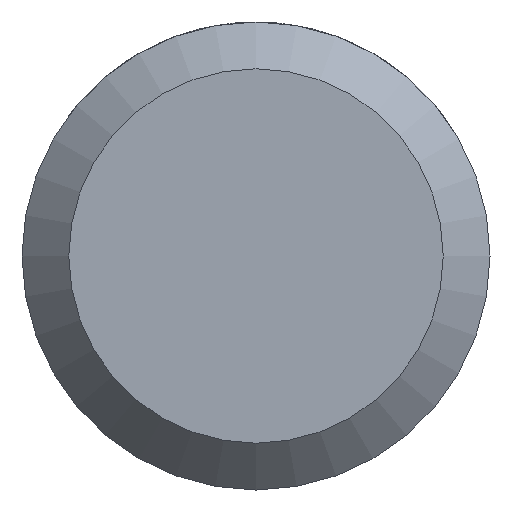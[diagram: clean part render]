
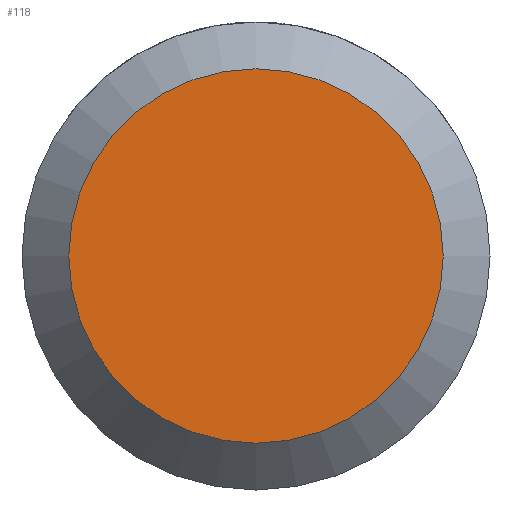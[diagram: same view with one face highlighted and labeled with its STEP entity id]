
A CAD part, front view. The second image highlights one B-rep face of the part: STEP entity #118.
In plain terms, the highlighted planar face has unit normal (0, -1, 0).
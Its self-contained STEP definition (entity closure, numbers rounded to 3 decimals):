
#33=FACE_OUTER_BOUND('',#41,.T.);
#41=EDGE_LOOP('',(#83));
#50=CIRCLE('',#141,2.);
#58=VERTEX_POINT('',#199);
#68=EDGE_CURVE('',#58,#58,#50,.T.);
#83=ORIENTED_EDGE('',*,*,#68,.T.);
#113=PLANE('',#140);
#118=ADVANCED_FACE('',(#33),#113,.T.);
#140=AXIS2_PLACEMENT_3D('',#198,#158,#159);
#141=AXIS2_PLACEMENT_3D('',#200,#160,#161);
#158=DIRECTION('center_axis',(0.,-1.,0.));
#159=DIRECTION('ref_axis',(0.,0.,-1.));
#160=DIRECTION('center_axis',(0.,-1.,0.));
#161=DIRECTION('ref_axis',(0.,0.,1.));
#198=CARTESIAN_POINT('Origin',(-10.,8.,-133.5));
#199=CARTESIAN_POINT('',(-23.5,8.,-125.5));
#200=CARTESIAN_POINT('Origin',(-23.5,8.,-127.5));
